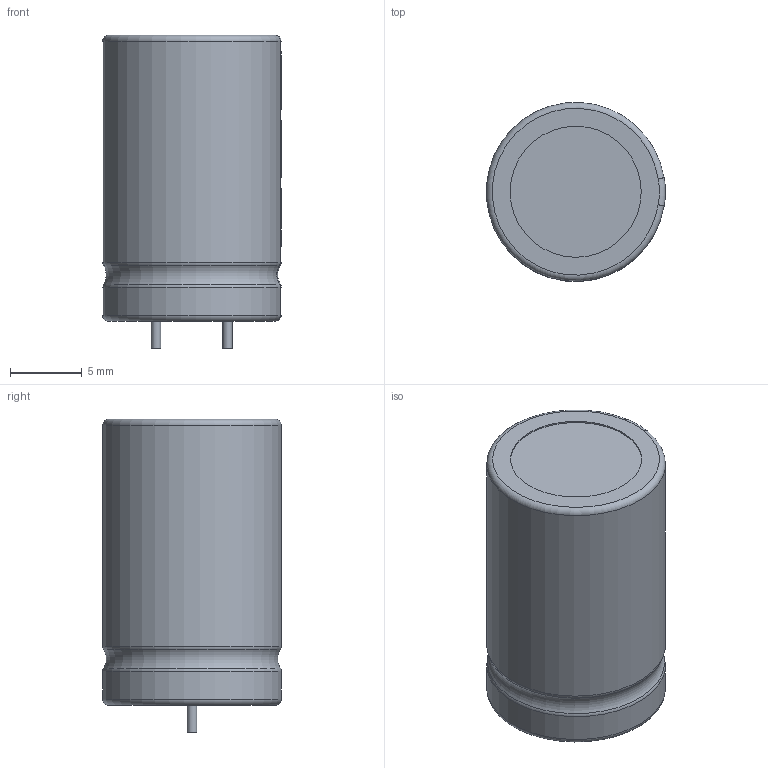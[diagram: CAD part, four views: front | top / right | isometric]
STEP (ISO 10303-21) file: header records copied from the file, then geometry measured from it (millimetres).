
FILE_DESCRIPTION(/* description */ (''),/* implementation_level */ '2;1');
FILE_NAME(/* name */ 'radial_ecap_1611892193386.stp',/* time_stamp */ '2021-01-29T03:49:58+00:00',/* author */ (''),/* organization */ (''),/* preprocessor_version */ 'ST-DEVELOPER v18.1',/* originating_system */ 'ASM',/* authorisation */ '');
FILE_SCHEMA (('AUTOMOTIVE_DESIGN { 1 0 10303 214 3 1 1 }'));
Length unit declared in the file: millimetre
Products named in the file (1): radial_ecap_1611892193386
Bounding box: 12.5 x 12.48 x 21.92 mm (x, y, z)
Volume: 2437 mm3; surface area: 1030.4 mm2
Topology: 1 solids, 1 shells, 39 faces, 93 edges, 62 vertices
Faces by surface type: plane 19, cylinder 10, torus 10
Full cylindrical faces by diameter (mm): 0.65 x2, 9.167 x1
Entity records: 1235 total; most frequent: DIRECTION 227, CARTESIAN_POINT 195, ORIENTED_EDGE 186, AXIS2_PLACEMENT_3D 94, EDGE_CURVE 93, VERTEX_POINT 62, CIRCLE 54, EDGE_LOOP 45
